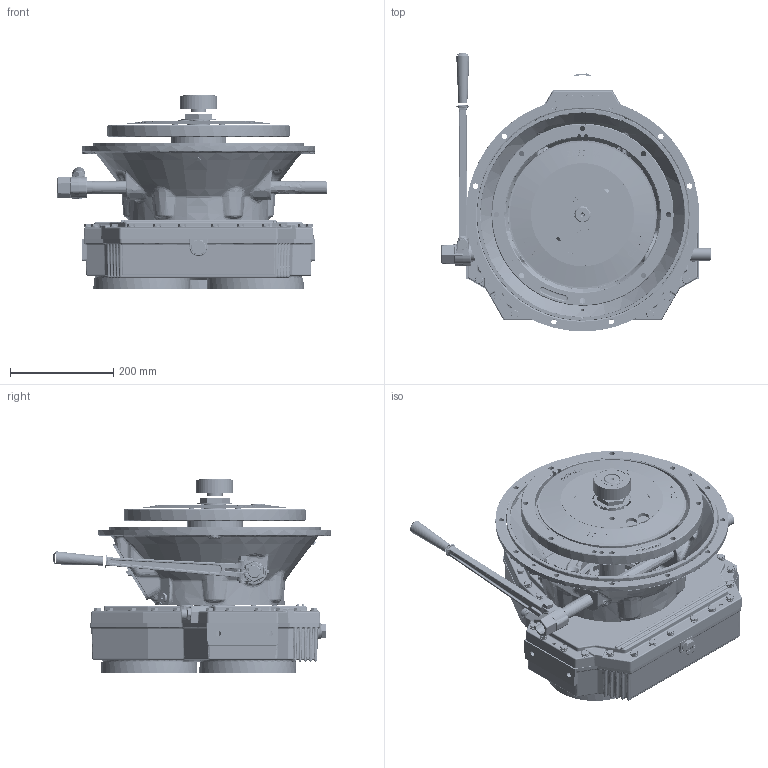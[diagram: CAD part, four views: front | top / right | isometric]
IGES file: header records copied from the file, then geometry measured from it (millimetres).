
Start section: SolidWorks IGES file using analytic representation for surfaces
Global section: file name: 1029021C.IGS; native system: SolidWorks 2019; preprocessor: SolidWorks 2019; author: AndrewC; date: 230428.142609; units: millimetre
Bounding box: 520.7 x 538.93 x 373.3 mm (x, y, z)
Surface area: 2311238.9 mm2 (no closed solid volume)
Topology: 0 solids, 1 shells, 7952 faces, 114216 edges, 113060 vertices
Faces by surface type: bspline 5436, revolution 2516
